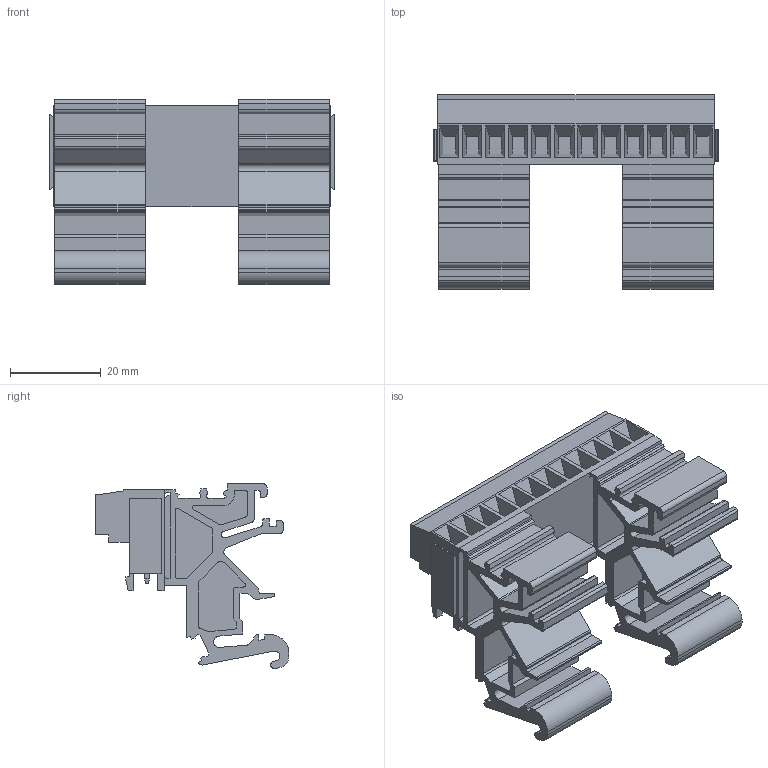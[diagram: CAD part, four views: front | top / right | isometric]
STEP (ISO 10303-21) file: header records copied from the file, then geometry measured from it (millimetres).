
FILE_DESCRIPTION(('CATIA V5 STEP Exchange','CAx-IF Rec.Pracs.--- Model Styling and Organization---1.2---2011-12-15'),'2;1');
FILE_NAME ('D1457444_0_1846170000_1846170000.stp','2018-11-23T06:55:17+00:00',('none'),('Weidmueller'),'CATIA Version 5-6 Release 2014','CATIA V5 STEP AP214','none');
FILE_SCHEMA(('AUTOMOTIVE_DESIGN { 1 0 10303 214 1 1 1 1 }'));
Length unit declared in the file: millimetre
Products named in the file (1): 1846170000
Bounding box: 62.96 x 42.75 x 40.82 mm (x, y, z)
Volume: 25501.6 mm3; surface area: 22852.9 mm2
Topology: 13 solids, 13 shells, 750 faces, 2084 edges, 1370 vertices
Faces by surface type: plane 598, cylinder 152
Entity records: 21560 total; most frequent: ORIENTED_EDGE 4168, CARTESIAN_POINT 3879, DIRECTION 2788, EDGE_CURVE 2084, VECTOR 1732, LINE 1732, VERTEX_POINT 1370, EDGE_LOOP 788
